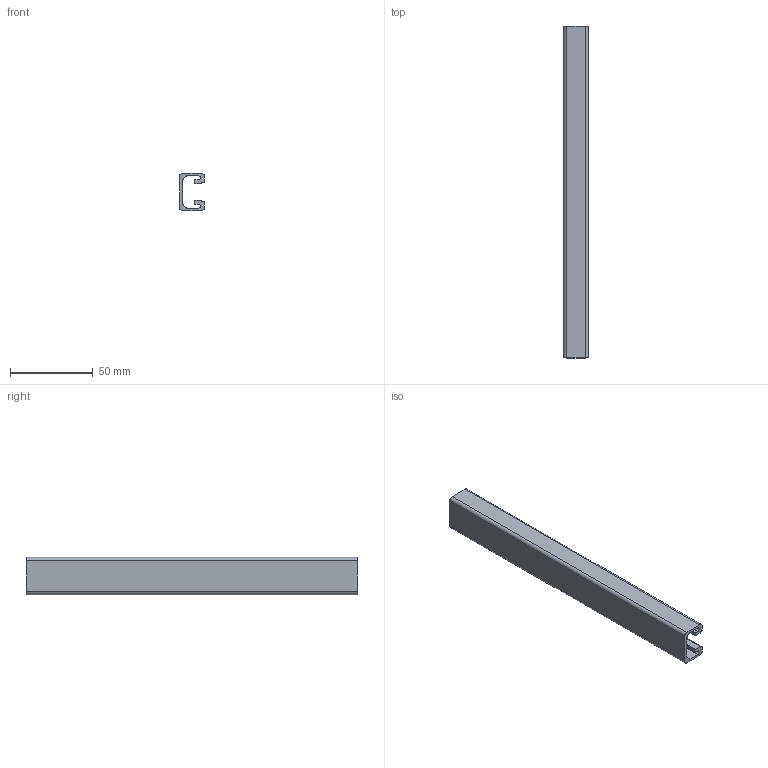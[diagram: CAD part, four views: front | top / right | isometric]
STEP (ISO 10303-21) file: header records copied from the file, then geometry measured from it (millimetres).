
FILE_DESCRIPTION(/* description */ ('Aluminiumprofil 15x22,5'),/* implementation_level */ '2;1');
FILE_NAME(/* name */ 'Syskomp 411992473 Aluminiumprofil 15x22,5.stp',/* time_stamp */ '2017-03-20T14:38:02+01:00',/* author */ ('wheldmann'),/* organization */ (''),/* preprocessor_version */ 'ST-DEVELOPER v16.1',/* originating_system */ 'Autodesk Inventor 2016',/* authorisation */ ' ');
FILE_SCHEMA (('AUTOMOTIVE_DESIGN { 1 0 10303 214 3 1 1 }'));
Length unit declared in the file: millimetre
Products named in the file (1): 411992473 Aluminiumprofil 15x22,5 - 200
Bounding box: 15 x 200 x 22.5 mm (x, y, z)
Volume: 24697 mm3; surface area: 25158.3 mm2
Topology: 1 solids, 1 shells, 48 faces, 138 edges, 92 vertices
Faces by surface type: plane 25, cylinder 23
Entity records: 1612 total; most frequent: DIRECTION 282, CARTESIAN_POINT 279, ORIENTED_EDGE 276, EDGE_CURVE 138, AXIS2_PLACEMENT_3D 95, LINE 92, VECTOR 92, VERTEX_POINT 92
